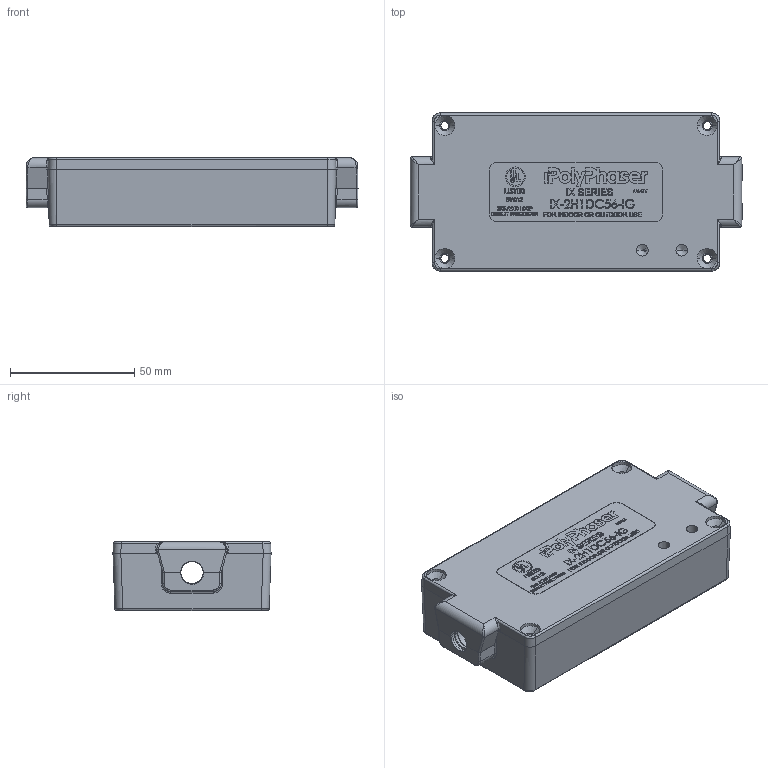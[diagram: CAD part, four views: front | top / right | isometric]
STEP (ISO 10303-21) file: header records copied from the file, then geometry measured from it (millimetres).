
FILE_DESCRIPTION (( 'STEP AP214' ), '1' );
FILE_NAME ('IX-2H1DC56-IG.STEP', '2019-07-30T15:50:04', ( '' ), ( '' ), 'SwSTEP 2.0', 'SolidWorks 2019', '' );
FILE_SCHEMA (( 'AUTOMOTIVE_DESIGN' ));
Length unit declared in the file: inch
Products named in the file (14): IX-2H1DC56-IG; 7020-3018; 5331-0012-01; 7020-3283; 7040-0109; 5331-0013-01; 5331-0012; 5331-0013; 9500-0041
Assembly tree (8 placements, depth 4):
  IX-2H1DC56-IG
    5331-0012-01
      5331-0012
    9500-0041
      5331-0013-01
        5331-0013
      7040-0109
    7020-3283
    7020-3018
  7020-3018
  7040-0109
  5331-0012
  7020-3283
Bounding box: 133.35 x 63.5 x 27.75 mm (x, y, z)
Volume: 85424.1 mm3; surface area: 65144.6 mm2
Topology: 5 solids, 5 shells, 5348 faces, 14487 edges, 9529 vertices
Faces by surface type: plane 4054, bspline 846, cylinder 408, cone 40
Entity records: 230358 total; most frequent: CARTESIAN_POINT 83773, ORIENTED_EDGE 28898, DIRECTION 22434, EDGE_CURVE 14449, VECTOR 11938, LINE 11938, VERTEX_POINT 9529, EDGE_LOOP 5788
